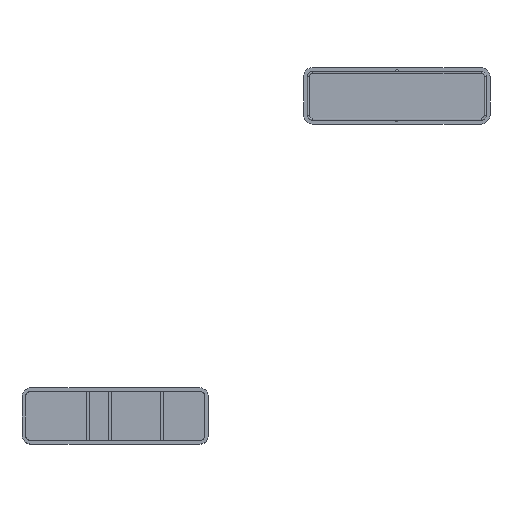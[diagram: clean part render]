
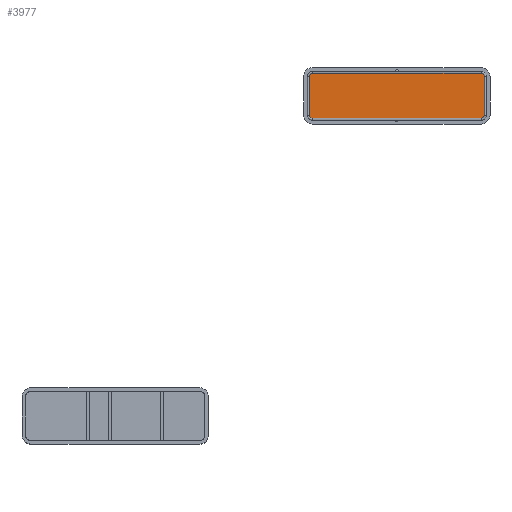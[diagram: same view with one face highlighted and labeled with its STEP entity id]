
A CAD part, top view. The second image highlights one B-rep face of the part: STEP entity #3977.
In plain terms, the highlighted planar face has unit normal (0, 0, 1).
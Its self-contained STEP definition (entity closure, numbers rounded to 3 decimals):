
#513=CIRCLE('',#4379,1.8);
#514=CIRCLE('',#4382,1.8);
#523=CIRCLE('',#4398,1.8);
#524=CIRCLE('',#4401,1.8);
#719=FACE_OUTER_BOUND('',#1061,.T.);
#1061=EDGE_LOOP('',(#3707,#3708,#3709,#3710,#3711,#3712,#3713,#3714));
#1349=LINE('',#6613,#1667);
#1352=LINE('',#6621,#1670);
#1355=LINE('',#6645,#1673);
#1359=LINE('',#6654,#1677);
#1667=VECTOR('',#5469,10.);
#1670=VECTOR('',#5478,10.);
#1673=VECTOR('',#5507,10.);
#1677=VECTOR('',#5517,10.);
#2027=VERTEX_POINT('',#6605);
#2028=VERTEX_POINT('',#6607);
#2029=VERTEX_POINT('',#6611);
#2030=VERTEX_POINT('',#6615);
#2031=VERTEX_POINT('',#6619);
#2039=VERTEX_POINT('',#6644);
#2040=VERTEX_POINT('',#6648);
#2041=VERTEX_POINT('',#6652);
#2559=EDGE_CURVE('',#2028,#2027,#513,.T.);
#2562=EDGE_CURVE('',#2027,#2029,#1349,.T.);
#2564=EDGE_CURVE('',#2029,#2030,#514,.T.);
#2566=EDGE_CURVE('',#2030,#2031,#1352,.T.);
#2577=EDGE_CURVE('',#2039,#2028,#1355,.T.);
#2580=EDGE_CURVE('',#2031,#2040,#523,.T.);
#2582=EDGE_CURVE('',#2040,#2041,#1359,.T.);
#2583=EDGE_CURVE('',#2041,#2039,#524,.T.);
#3707=ORIENTED_EDGE('',*,*,#2577,.T.);
#3708=ORIENTED_EDGE('',*,*,#2559,.T.);
#3709=ORIENTED_EDGE('',*,*,#2562,.T.);
#3710=ORIENTED_EDGE('',*,*,#2564,.T.);
#3711=ORIENTED_EDGE('',*,*,#2566,.T.);
#3712=ORIENTED_EDGE('',*,*,#2580,.T.);
#3713=ORIENTED_EDGE('',*,*,#2582,.T.);
#3714=ORIENTED_EDGE('',*,*,#2583,.T.);
#3791=PLANE('',#4425);
#3977=ADVANCED_FACE('',(#719),#3791,.T.);
#4379=AXIS2_PLACEMENT_3D('',#6608,#5463,#5464);
#4382=AXIS2_PLACEMENT_3D('',#6617,#5473,#5474);
#4398=AXIS2_PLACEMENT_3D('',#6650,#5512,#5513);
#4401=AXIS2_PLACEMENT_3D('',#6656,#5520,#5521);
#4425=AXIS2_PLACEMENT_3D('',#6720,#5589,#5590);
#5463=DIRECTION('center_axis',(0.,0.,1.));
#5464=DIRECTION('ref_axis',(-1.,0.,0.));
#5469=DIRECTION('',(1.,0.,0.));
#5473=DIRECTION('center_axis',(0.,0.,1.));
#5474=DIRECTION('ref_axis',(0.,-1.,0.));
#5478=DIRECTION('',(0.,1.,0.));
#5507=DIRECTION('',(0.,-1.,0.));
#5512=DIRECTION('center_axis',(0.,0.,1.));
#5513=DIRECTION('ref_axis',(1.,0.,0.));
#5517=DIRECTION('',(-1.,0.,0.));
#5520=DIRECTION('center_axis',(0.,0.,1.));
#5521=DIRECTION('ref_axis',(0.,1.,0.));
#5589=DIRECTION('center_axis',(0.,0.,1.));
#5590=DIRECTION('ref_axis',(1.,0.,0.));
#6605=CARTESIAN_POINT('',(5.,3.2,2.));
#6607=CARTESIAN_POINT('',(3.2,5.,2.));
#6608=CARTESIAN_POINT('Origin',(5.,5.,2.));
#6611=CARTESIAN_POINT('',(101.,3.2,2.));
#6613=CARTESIAN_POINT('',(77.,3.2,2.));
#6615=CARTESIAN_POINT('',(102.8,5.,2.));
#6617=CARTESIAN_POINT('Origin',(101.,5.,2.));
#6619=CARTESIAN_POINT('',(102.8,27.,2.));
#6621=CARTESIAN_POINT('',(102.8,21.5,2.));
#6644=CARTESIAN_POINT('',(3.2,27.,2.));
#6645=CARTESIAN_POINT('',(3.2,10.5,2.));
#6648=CARTESIAN_POINT('',(101.,28.8,2.));
#6650=CARTESIAN_POINT('Origin',(101.,27.,2.));
#6652=CARTESIAN_POINT('',(5.,28.8,2.));
#6654=CARTESIAN_POINT('',(29.,28.8,2.));
#6656=CARTESIAN_POINT('Origin',(5.,27.,2.));
#6720=CARTESIAN_POINT('Origin',(53.,16.,2.));
